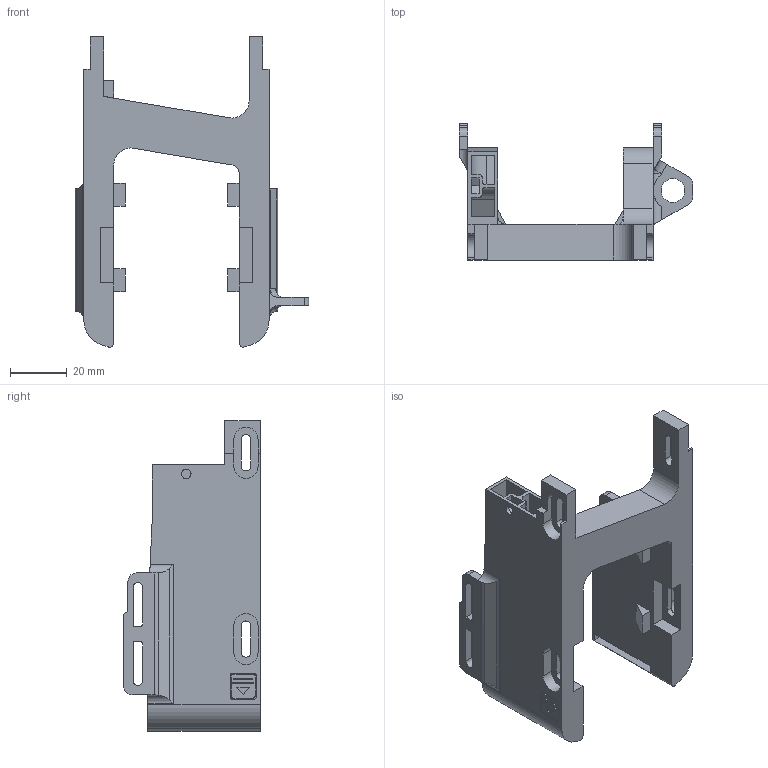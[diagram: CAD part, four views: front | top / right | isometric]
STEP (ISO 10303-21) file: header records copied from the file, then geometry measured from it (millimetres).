
FILE_DESCRIPTION(/* description */ (''),/* implementation_level */ '2;1');
FILE_NAME(/* name */ 'Duct - inductive sensor.step',/* time_stamp */ '2022-07-18T00:30:52+08:00',/* author */ (''),/* organization */ (''),/* preprocessor_version */ 'ST-DEVELOPER v19',/* originating_system */ 'Autodesk Translation Framework v11.7.0.108',/* authorisation */ '');
FILE_SCHEMA (('AUTOMOTIVE_DESIGN { 1 0 10303 214 3 1 1 }'));
Length unit declared in the file: millimetre
Products named in the file (1): duct
Bounding box: 81.93 x 48 x 108.91 mm (x, y, z)
Volume: 39564.4 mm3; surface area: 37027.5 mm2
Topology: 1 solids, 1 shells, 296 faces, 824 edges, 546 vertices
Faces by surface type: plane 193, cylinder 101, sphere 2
Full cylindrical faces by diameter (mm): 3.3 x1, 8.3 x1
Entity records: 9626 total; most frequent: CARTESIAN_POINT 1771, ORIENTED_EDGE 1648, DIRECTION 1607, EDGE_CURVE 824, LINE 611, VECTOR 611, VERTEX_POINT 546, AXIS2_PLACEMENT_3D 498
